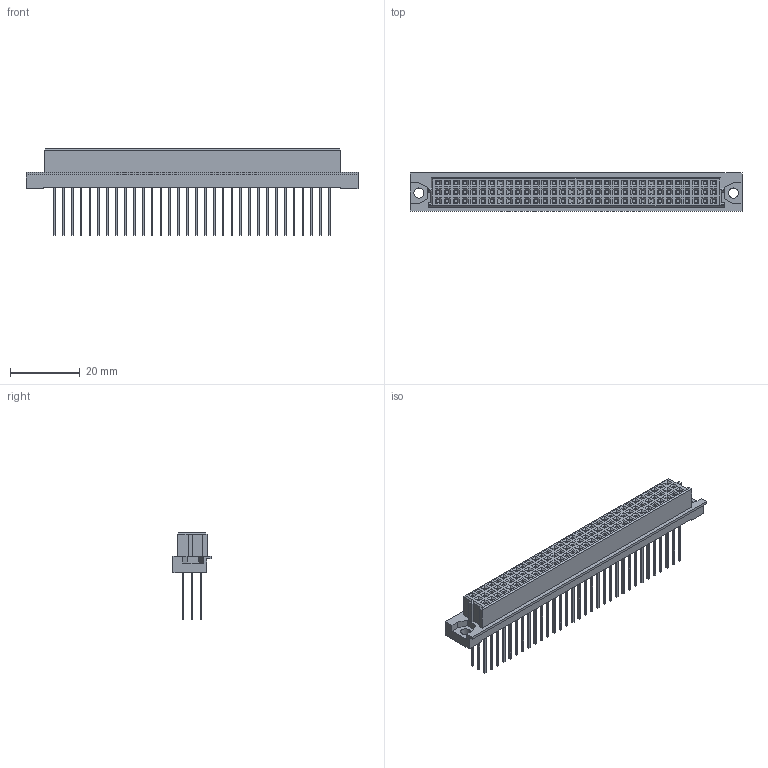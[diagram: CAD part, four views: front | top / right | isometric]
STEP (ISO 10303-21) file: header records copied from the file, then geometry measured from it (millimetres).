
FILE_DESCRIPTION (( 'STEP AP214' ), '1' );
FILE_NAME ('8257~0.STEP', '2018-04-12T06:46:53', ( '' ), ( '' ), 'SwSTEP 2.0', 'SolidWorks 2016', '' );
FILE_SCHEMA (( 'AUTOMOTIVE_DESIGN' ));
Length unit declared in the file: millimetre
Products named in the file (1): 8257~0
Bounding box: 95 x 10.9 x 24.78 mm (x, y, z)
Volume: 8091.2 mm3; surface area: 8975 mm2
Topology: 1 solids, 1 shells, 1416 faces, 3266 edges, 2044 vertices
Faces by surface type: plane 1412, cylinder 4
Entity records: 39149 total; most frequent: CARTESIAN_POINT 6727, ORIENTED_EDGE 6532, DIRECTION 6108, EDGE_CURVE 3266, LINE 3258, VECTOR 3258, VERTEX_POINT 2044, EDGE_LOOP 1612
